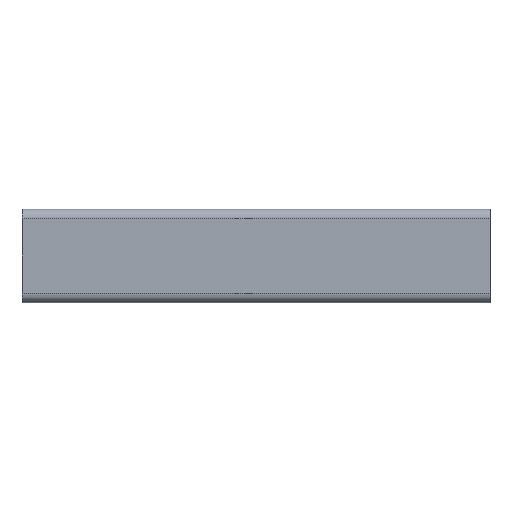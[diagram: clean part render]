
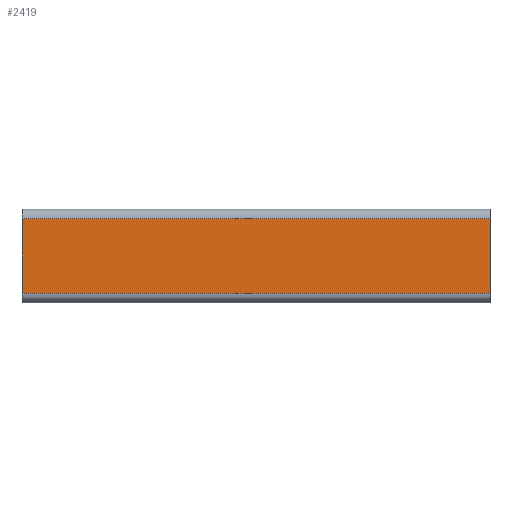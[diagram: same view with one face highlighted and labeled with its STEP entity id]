
A CAD part, left-side view. The second image highlights one B-rep face of the part: STEP entity #2419.
In plain terms, the highlighted planar face has unit normal (-1, 0, 0).
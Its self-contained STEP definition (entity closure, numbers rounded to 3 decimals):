
#51 = VERTEX_POINT ( 'NONE', #3388 ) ;
#163 = VERTEX_POINT ( 'NONE', #2304 ) ;
#246 = CARTESIAN_POINT ( 'NONE',  ( -20., 0., -16. ) ) ;
#628 = LINE ( 'NONE', #768, #3709 ) ;
#692 = VECTOR ( 'NONE', #4582, 1000. ) ;
#759 = ORIENTED_EDGE ( 'NONE', *, *, #3492, .F. ) ;
#768 = CARTESIAN_POINT ( 'NONE',  ( -20., 0., 16. ) ) ;
#1043 = DIRECTION ( 'NONE',  ( 0., 1., 0. ) ) ;
#1136 = DIRECTION ( 'NONE',  ( 0., 1., 0. ) ) ;
#1216 = CARTESIAN_POINT ( 'NONE',  ( -20., 0., -16. ) ) ;
#1366 = PLANE ( 'NONE',  #1956 ) ;
#1555 = FACE_OUTER_BOUND ( 'NONE', #2583, .T. ) ;
#1686 = ORIENTED_EDGE ( 'NONE', *, *, #2725, .T. ) ;
#1956 = AXIS2_PLACEMENT_3D ( 'NONE', #4537, #4100, #4151 ) ;
#1985 = EDGE_CURVE ( 'NONE', #4640, #51, #628, .T. ) ;
#2304 = CARTESIAN_POINT ( 'NONE',  ( -20., 0., -16. ) ) ;
#2419 = ADVANCED_FACE ( 'NONE', ( #1555 ), #1366, .T. ) ;
#2552 = LINE ( 'NONE', #246, #3227 ) ;
#2583 = EDGE_LOOP ( 'NONE', ( #1686, #3767, #3823, #759 ) ) ;
#2725 = EDGE_CURVE ( 'NONE', #163, #4640, #3592, .T. ) ;
#2801 = LINE ( 'NONE', #4159, #692 ) ;
#3227 = VECTOR ( 'NONE', #1043, 1000. ) ;
#3388 = CARTESIAN_POINT ( 'NONE',  ( -20., 200., 16. ) ) ;
#3443 = EDGE_CURVE ( 'NONE', #4620, #51, #2801, .T. ) ;
#3492 = EDGE_CURVE ( 'NONE', #163, #4620, #2552, .T. ) ;
#3592 = LINE ( 'NONE', #1216, #3645 ) ;
#3645 = VECTOR ( 'NONE', #4001, 1000. ) ;
#3709 = VECTOR ( 'NONE', #1136, 1000. ) ;
#3724 = CARTESIAN_POINT ( 'NONE',  ( -20., 200., -16. ) ) ;
#3767 = ORIENTED_EDGE ( 'NONE', *, *, #1985, .T. ) ;
#3823 = ORIENTED_EDGE ( 'NONE', *, *, #3443, .F. ) ;
#4001 = DIRECTION ( 'NONE',  ( 0., 0., 1. ) ) ;
#4100 = DIRECTION ( 'NONE',  ( -1., 0., 0. ) ) ;
#4151 = DIRECTION ( 'NONE',  ( 0., 0., 1. ) ) ;
#4159 = CARTESIAN_POINT ( 'NONE',  ( -20., 200., 0. ) ) ;
#4536 = CARTESIAN_POINT ( 'NONE',  ( -20., 0., 16. ) ) ;
#4537 = CARTESIAN_POINT ( 'NONE',  ( -20., 0., -16. ) ) ;
#4582 = DIRECTION ( 'NONE',  ( 0., 0., 1. ) ) ;
#4620 = VERTEX_POINT ( 'NONE', #3724 ) ;
#4640 = VERTEX_POINT ( 'NONE', #4536 ) ;
